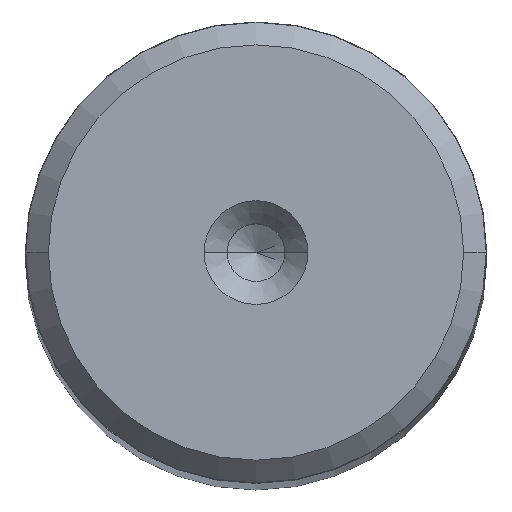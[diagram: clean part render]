
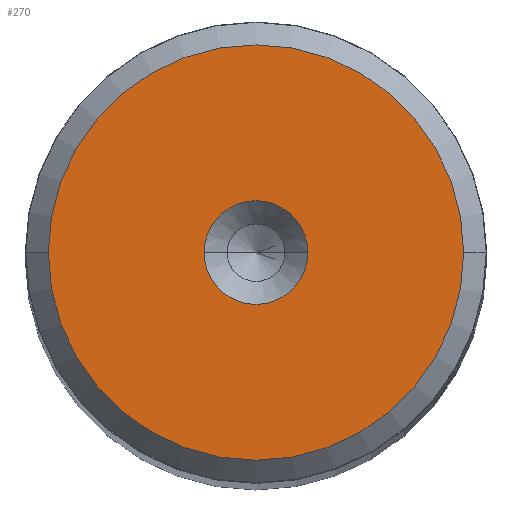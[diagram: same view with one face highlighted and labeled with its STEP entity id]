
A CAD part, top view. The second image highlights one B-rep face of the part: STEP entity #270.
In plain terms, the highlighted planar face has unit normal (0, 0, 1).
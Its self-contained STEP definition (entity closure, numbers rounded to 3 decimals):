
#191 = AXIS2_PLACEMENT_3D ( 'NONE', #1561, #694, #1357 ) ;
#210 = FACE_BOUND ( 'NONE', #2360, .T. ) ;
#270 = ADVANCED_FACE ( 'NONE', ( #210, #2392 ), #1770, .T. ) ;
#297 = DIRECTION ( 'NONE',  ( 1., 0., 0. ) ) ;
#308 = CARTESIAN_POINT ( 'NONE',  ( 2.25, 0., 170. ) ) ;
#345 = EDGE_CURVE ( 'NONE', #2159, #1761, #833, .T. ) ;
#416 = CARTESIAN_POINT ( 'NONE',  ( 0., 0., 170. ) ) ;
#435 = DIRECTION ( 'NONE',  ( 1., 0., 0. ) ) ;
#524 = CARTESIAN_POINT ( 'NONE',  ( 0., 0., 170. ) ) ;
#550 = CIRCLE ( 'NONE', #2020, 9.009 ) ;
#694 = DIRECTION ( 'NONE',  ( 0., 0., 1. ) ) ;
#753 = CARTESIAN_POINT ( 'NONE',  ( -2.25, 0., 170. ) ) ;
#833 = CIRCLE ( 'NONE', #191, 2.25 ) ;
#970 = ORIENTED_EDGE ( 'NONE', *, *, #2805, .T. ) ;
#1033 = DIRECTION ( 'NONE',  ( 0., 0., 1. ) ) ;
#1042 = DIRECTION ( 'NONE',  ( 1., 0., 0. ) ) ;
#1086 = CARTESIAN_POINT ( 'NONE',  ( 9.009, 0., 170. ) ) ;
#1201 = CIRCLE ( 'NONE', #1440, 9.009 ) ;
#1357 = DIRECTION ( 'NONE',  ( 1., 0., 0. ) ) ;
#1422 = VERTEX_POINT ( 'NONE', #1680 ) ;
#1440 = AXIS2_PLACEMENT_3D ( 'NONE', #2728, #2111, #2538 ) ;
#1494 = ORIENTED_EDGE ( 'NONE', *, *, #345, .F. ) ;
#1561 = CARTESIAN_POINT ( 'NONE',  ( 0., 0., 170. ) ) ;
#1564 = AXIS2_PLACEMENT_3D ( 'NONE', #416, #2198, #435 ) ;
#1595 = AXIS2_PLACEMENT_3D ( 'NONE', #524, #2449, #297 ) ;
#1649 = EDGE_LOOP ( 'NONE', ( #970, #2723 ) ) ;
#1680 = CARTESIAN_POINT ( 'NONE',  ( -9.009, 0., 170. ) ) ;
#1750 = EDGE_CURVE ( 'NONE', #1761, #2159, #1783, .T. ) ;
#1761 = VERTEX_POINT ( 'NONE', #308 ) ;
#1770 = PLANE ( 'NONE',  #1564 ) ;
#1783 = CIRCLE ( 'NONE', #1595, 2.25 ) ;
#1792 = ORIENTED_EDGE ( 'NONE', *, *, #1750, .F. ) ;
#1997 = VERTEX_POINT ( 'NONE', #1086 ) ;
#2020 = AXIS2_PLACEMENT_3D ( 'NONE', #2537, #1033, #1042 ) ;
#2111 = DIRECTION ( 'NONE',  ( 0., 0., 1. ) ) ;
#2159 = VERTEX_POINT ( 'NONE', #753 ) ;
#2198 = DIRECTION ( 'NONE',  ( 0., 0., 1. ) ) ;
#2248 = EDGE_CURVE ( 'NONE', #1997, #1422, #1201, .T. ) ;
#2360 = EDGE_LOOP ( 'NONE', ( #1792, #1494 ) ) ;
#2392 = FACE_OUTER_BOUND ( 'NONE', #1649, .T. ) ;
#2449 = DIRECTION ( 'NONE',  ( 0., 0., 1. ) ) ;
#2537 = CARTESIAN_POINT ( 'NONE',  ( 0., 0., 170. ) ) ;
#2538 = DIRECTION ( 'NONE',  ( 1., 0., 0. ) ) ;
#2723 = ORIENTED_EDGE ( 'NONE', *, *, #2248, .T. ) ;
#2728 = CARTESIAN_POINT ( 'NONE',  ( 0., 0., 170. ) ) ;
#2805 = EDGE_CURVE ( 'NONE', #1422, #1997, #550, .T. ) ;
